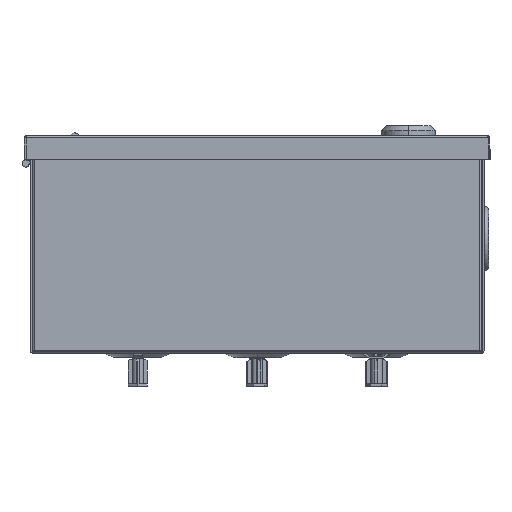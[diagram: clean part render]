
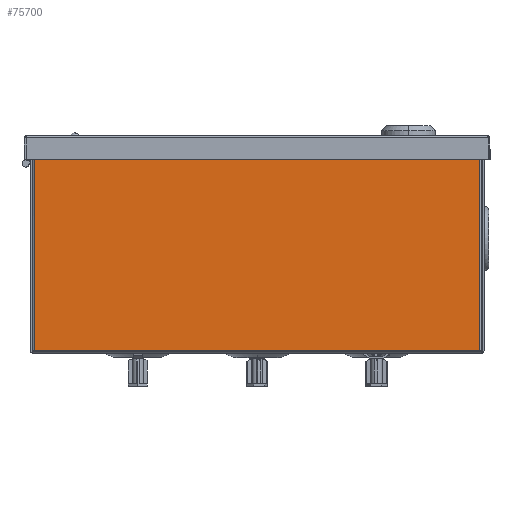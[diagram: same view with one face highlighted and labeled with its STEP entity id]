
A CAD part, front view. The second image highlights one B-rep face of the part: STEP entity #75700.
In plain terms, the highlighted planar face has unit normal (0, -1, 0).
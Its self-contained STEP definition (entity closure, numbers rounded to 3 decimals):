
#15 = EDGE_CURVE ( 'NONE', #106456, #97286, #37376, .T. ) ;
#7738 = VERTEX_POINT ( 'NONE', #83638 ) ;
#7945 = CARTESIAN_POINT ( 'NONE',  ( 0., -145., 88.6 ) ) ;
#11621 = CARTESIAN_POINT ( 'NONE',  ( 93.2, -145., 88.6 ) ) ;
#17777 = CARTESIAN_POINT ( 'NONE',  ( -93.2, -145., 0.1 ) ) ;
#28877 = CARTESIAN_POINT ( 'NONE',  ( 93.2, -145., 0.1 ) ) ;
#29865 = DIRECTION ( 'NONE',  ( -1., 0., 0. ) ) ;
#31310 = ORIENTED_EDGE ( 'NONE', *, *, #15, .T. ) ;
#32897 = VECTOR ( 'NONE', #138995, 1000. ) ;
#35869 = DIRECTION ( 'NONE',  ( 0., 0., 1. ) ) ;
#37376 = LINE ( 'NONE', #28877, #61714 ) ;
#40432 = DIRECTION ( 'NONE',  ( 0., 0., -1. ) ) ;
#45093 = DIRECTION ( 'NONE',  ( 0., 1., 0. ) ) ;
#45772 = ORIENTED_EDGE ( 'NONE', *, *, #56975, .F. ) ;
#45905 = VECTOR ( 'NONE', #29865, 1000. ) ;
#46483 = PLANE ( 'NONE',  #94057 ) ;
#56975 = EDGE_CURVE ( 'NONE', #106456, #89672, #135737, .T. ) ;
#61714 = VECTOR ( 'NONE', #126932, 1000. ) ;
#71357 = EDGE_CURVE ( 'NONE', #7738, #89672, #102534, .T. ) ;
#75700 = ADVANCED_FACE ( 'NONE', ( #109941 ), #46483, .F. ) ;
#81787 = EDGE_CURVE ( 'NONE', #97286, #7738, #114516, .T. ) ;
#83638 = CARTESIAN_POINT ( 'NONE',  ( -93.2, -145., 88.6 ) ) ;
#84352 = EDGE_LOOP ( 'NONE', ( #31310, #129869, #123157, #45772 ) ) ;
#89672 = VERTEX_POINT ( 'NONE', #17777 ) ;
#94057 = AXIS2_PLACEMENT_3D ( 'NONE', #132554, #45093, #35869 ) ;
#97286 = VERTEX_POINT ( 'NONE', #11621 ) ;
#102534 = LINE ( 'NONE', #103232, #108920 ) ;
#103232 = CARTESIAN_POINT ( 'NONE',  ( -93.2, -145., 88.6 ) ) ;
#106456 = VERTEX_POINT ( 'NONE', #131001 ) ;
#108920 = VECTOR ( 'NONE', #40432, 1000. ) ;
#109941 = FACE_OUTER_BOUND ( 'NONE', #84352, .T. ) ;
#114516 = LINE ( 'NONE', #7945, #32897 ) ;
#123157 = ORIENTED_EDGE ( 'NONE', *, *, #71357, .T. ) ;
#126505 = CARTESIAN_POINT ( 'NONE',  ( -94.1, -145., 0.1 ) ) ;
#126932 = DIRECTION ( 'NONE',  ( 0., 0., 1. ) ) ;
#129869 = ORIENTED_EDGE ( 'NONE', *, *, #81787, .T. ) ;
#131001 = CARTESIAN_POINT ( 'NONE',  ( 93.2, -145., 0.1 ) ) ;
#132554 = CARTESIAN_POINT ( 'NONE',  ( 0., -145., 0. ) ) ;
#135737 = LINE ( 'NONE', #126505, #45905 ) ;
#138995 = DIRECTION ( 'NONE',  ( -1., 0., 0. ) ) ;
